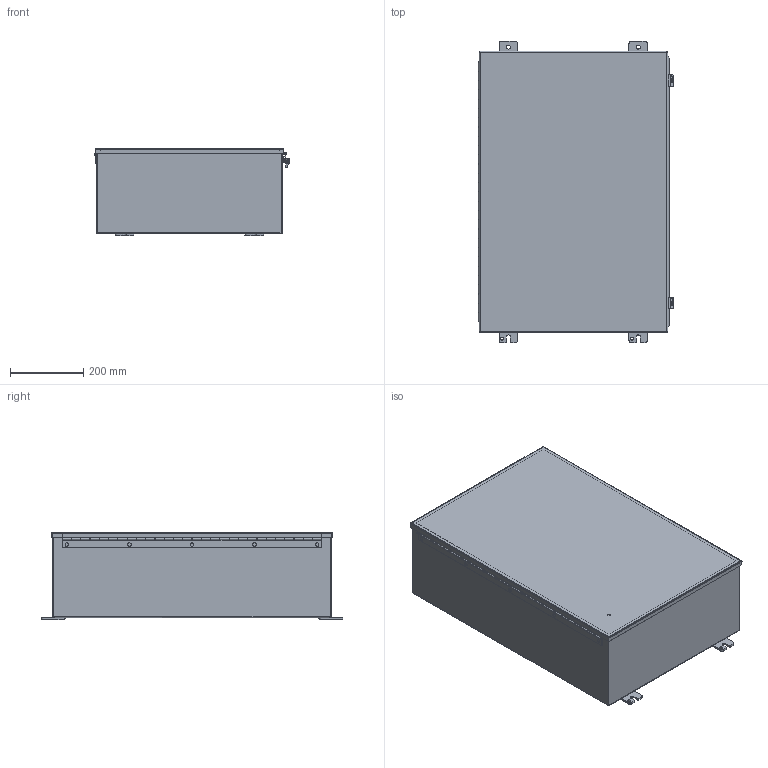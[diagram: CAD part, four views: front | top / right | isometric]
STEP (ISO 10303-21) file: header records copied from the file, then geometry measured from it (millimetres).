
FILE_DESCRIPTION(/* description */ ('JIC,CH,OIL-TIGHT,CS,30X20X9'),/* implementation_level */ '2;1');
FILE_NAME(/* name */ 'B302009CH.stp',/* time_stamp */ '2021-10-13T09:50:47-05:00',/* author */ ('berthabarrera'),/* organization */ (''),/* preprocessor_version */ 'ST-DEVELOPER v18.1',/* originating_system */ 'Autodesk Inventor 2020',/* authorisation */ '');
FILE_SCHEMA (('AUTOMOTIVE_DESIGN { 1 0 10303 214 3 1 1 }'));
Length unit declared in the file: inch
Products named in the file (14): B302009CH; B302009CHBKP; B3020CHLID; H6010102; H6010102T; H6010102L; H6010102 P; 34840; 38846; 3889; 30822; 372134; C1002; B_3020_FIP
Assembly tree (22 placements, depth 3):
  B302009CH
    B302009CHBKP
    B3020CHLID
    H6010102
      H6010102T
      H6010102L
      H6010102 P
    34840  x4
    38846
    3889  x4
    30822  x2
    372134  x2
    C1002  x2
    B_3020_FIP
Bounding box: 535.35 x 825.63 x 238.94 mm (x, y, z)
Volume: 2915677.1 mm3; surface area: 3028109 mm2
Topology: 21 solids, 21 shells, 723 faces, 1703 edges, 1070 vertices
Faces by surface type: plane 432, cylinder 210, cone 31, bspline 24, torus 22, sphere 4
Full cylindrical faces by diameter (mm): 2.794 x8, 3.048 x1, 4.978 x2, 6.35 x3, 7.95 x4, 8.382 x8, 8.56 x1, 8.738 x2, 9.525 x5, 10.402 x2, 11.125 x4, 15.875 x4
Entity records: 18101 total; most frequent: CARTESIAN_POINT 3592, DIRECTION 2880, ORIENTED_EDGE 2718, EDGE_CURVE 1359, AXIS2_PLACEMENT_3D 977, LINE 926, VECTOR 926, VERTEX_POINT 839
